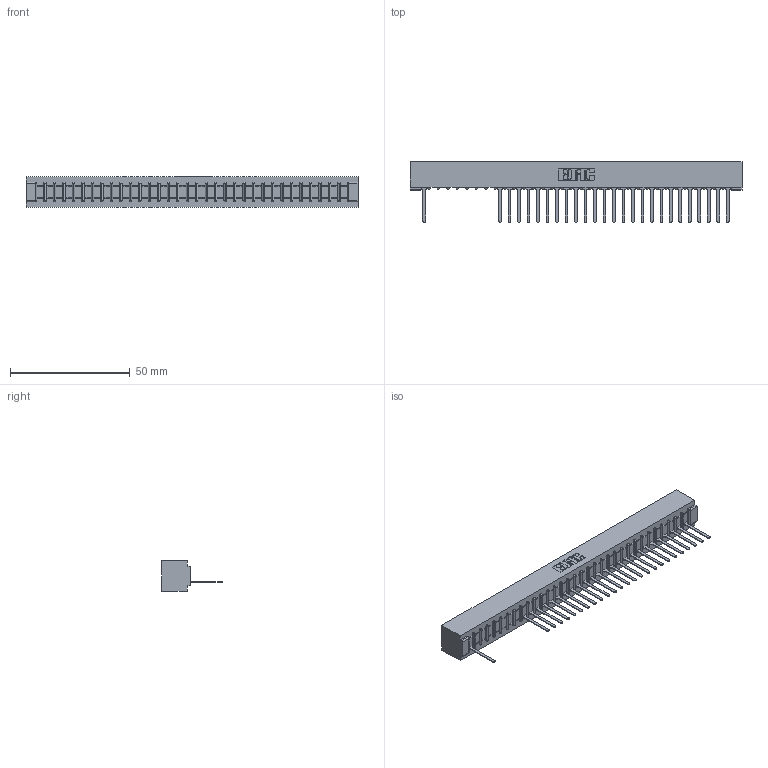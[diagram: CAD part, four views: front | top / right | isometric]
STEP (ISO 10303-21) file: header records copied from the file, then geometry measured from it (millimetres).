
FILE_DESCRIPTION (( 'STEP AP203' ), '1' );
FILE_NAME ('307-033-547-101.STEP', '2018-08-04T23:29:00', ( '' ), ( '' ), 'SwSTEP 2.0', 'SolidWorks 2016', '' );
FILE_SCHEMA (( 'CONFIG_CONTROL_DESIGN' ));
Length unit declared in the file: inch
Products named in the file (3): 307 Part_No Mounting Lugs; 307-290-001_547; 307-033-547-101
Assembly tree (27 placements, depth 2):
  307-033-547-101
    307 Part_No Mounting Lugs
    307-290-001_547  x26
Bounding box: 138.63 x 25.43 x 12.7 mm (x, y, z)
Volume: 14808.4 mm3; surface area: 15426.7 mm2
Topology: 27 solids, 27 shells, 1740 faces, 4959 edges, 3178 vertices
Faces by surface type: plane 1112, cylinder 560, sphere 68
Entity records: 28866 total; most frequent: CARTESIAN_POINT 4889, ORIENTED_EDGE 4882, DIRECTION 4751, EDGE_CURVE 2441, VECTOR 1871, LINE 1871, VERTEX_POINT 1578, AXIS2_PLACEMENT_3D 1440
